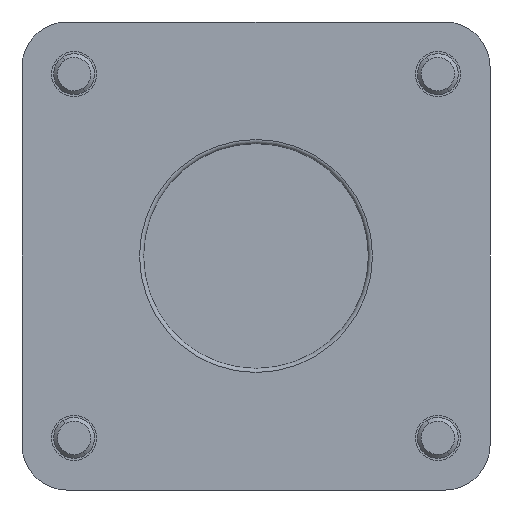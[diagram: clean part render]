
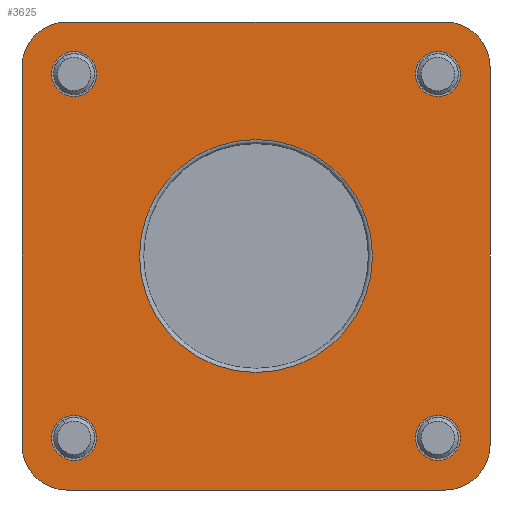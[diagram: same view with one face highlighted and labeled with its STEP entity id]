
A CAD part, front view. The second image highlights one B-rep face of the part: STEP entity #3625.
In plain terms, the highlighted planar face has unit normal (0, -1, 0).
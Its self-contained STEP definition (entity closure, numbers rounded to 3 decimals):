
#3410=CARTESIAN_POINT('',(-0.,0.,-28.5));
#3411=VERTEX_POINT('',#3410);
#3447=CARTESIAN_POINT('',(28.5,0.,0.));
#3448=VERTEX_POINT('',#3447);
#3449=CARTESIAN_POINT('',(-0.,0.,0.));
#3450=DIRECTION('',(0.,-1.,-0.));
#3451=DIRECTION('',(-1.,0.,-0.));
#3452=AXIS2_PLACEMENT_3D('',#3449,#3450,#3451);
#3453=CIRCLE('',#3452,28.5);
#3454=EDGE_CURVE('',#3411,#3448,#3453,.T.);
#3456=CARTESIAN_POINT('',(-0.,0.,0.));
#3457=DIRECTION('',(0.,-1.,-0.));
#3458=DIRECTION('',(-1.,0.,-0.));
#3459=AXIS2_PLACEMENT_3D('',#3456,#3457,#3458);
#3460=CIRCLE('',#3459,28.5);
#3461=EDGE_CURVE('',#3448,#3411,#3460,.T.);
#3502=CARTESIAN_POINT('',(-0.,0.,0.));
#3503=DIRECTION('',(0.,1.,0.));
#3504=DIRECTION('',(0.,0.,1.));
#3505=AXIS2_PLACEMENT_3D('',#3502,#3503,#3504);
#3506=PLANE('',#3505);
#3507=CARTESIAN_POINT('',(-57.25,0.,-46.25));
#3508=VERTEX_POINT('',#3507);
#3509=CARTESIAN_POINT('',(-57.25,0.,46.25));
#3510=VERTEX_POINT('',#3509);
#3511=CARTESIAN_POINT('',(-57.25,0.,-46.25));
#3512=DIRECTION('',(0.,0.,1.));
#3513=VECTOR('',#3512,925.);
#3514=LINE('',#3511,#3513);
#3515=EDGE_CURVE('',#3508,#3510,#3514,.T.);
#3516=ORIENTED_EDGE('',*,*,#3515,.F.);
#3517=CARTESIAN_POINT('',(-46.25,0.,-57.25));
#3518=VERTEX_POINT('',#3517);
#3519=CARTESIAN_POINT('',(-46.25,0.,-46.25));
#3520=DIRECTION('',(-0.,1.,0.));
#3521=DIRECTION('',(1.,0.,0.));
#3522=AXIS2_PLACEMENT_3D('',#3519,#3520,#3521);
#3523=CIRCLE('',#3522,11.);
#3524=EDGE_CURVE('',#3518,#3508,#3523,.T.);
#3525=ORIENTED_EDGE('',*,*,#3524,.F.);
#3526=CARTESIAN_POINT('',(46.25,0.,-57.25));
#3527=VERTEX_POINT('',#3526);
#3528=CARTESIAN_POINT('',(46.25,0.,-57.25));
#3529=DIRECTION('',(-1.,0.,0.));
#3530=VECTOR('',#3529,925.);
#3531=LINE('',#3528,#3530);
#3532=EDGE_CURVE('',#3527,#3518,#3531,.T.);
#3533=ORIENTED_EDGE('',*,*,#3532,.F.);
#3534=CARTESIAN_POINT('',(57.25,0.,-46.25));
#3535=VERTEX_POINT('',#3534);
#3536=CARTESIAN_POINT('',(46.25,0.,-46.25));
#3537=DIRECTION('',(-0.,1.,0.));
#3538=DIRECTION('',(1.,0.,0.));
#3539=AXIS2_PLACEMENT_3D('',#3536,#3537,#3538);
#3540=CIRCLE('',#3539,11.);
#3541=EDGE_CURVE('',#3535,#3527,#3540,.T.);
#3542=ORIENTED_EDGE('',*,*,#3541,.F.);
#3543=CARTESIAN_POINT('',(57.25,0.,46.25));
#3544=VERTEX_POINT('',#3543);
#3545=CARTESIAN_POINT('',(57.25,0.,46.25));
#3546=DIRECTION('',(0.,0.,-1.));
#3547=VECTOR('',#3546,925.);
#3548=LINE('',#3545,#3547);
#3549=EDGE_CURVE('',#3544,#3535,#3548,.T.);
#3550=ORIENTED_EDGE('',*,*,#3549,.F.);
#3551=CARTESIAN_POINT('',(46.25,0.,57.25));
#3552=VERTEX_POINT('',#3551);
#3553=CARTESIAN_POINT('',(46.25,0.,46.25));
#3554=DIRECTION('',(-0.,1.,0.));
#3555=DIRECTION('',(1.,0.,0.));
#3556=AXIS2_PLACEMENT_3D('',#3553,#3554,#3555);
#3557=CIRCLE('',#3556,11.);
#3558=EDGE_CURVE('',#3552,#3544,#3557,.T.);
#3559=ORIENTED_EDGE('',*,*,#3558,.F.);
#3560=CARTESIAN_POINT('',(-46.25,0.,57.25));
#3561=VERTEX_POINT('',#3560);
#3562=CARTESIAN_POINT('',(-46.25,0.,57.25));
#3563=DIRECTION('',(1.,0.,-0.));
#3564=VECTOR('',#3563,925.);
#3565=LINE('',#3562,#3564);
#3566=EDGE_CURVE('',#3561,#3552,#3565,.T.);
#3567=ORIENTED_EDGE('',*,*,#3566,.F.);
#3568=CARTESIAN_POINT('',(-46.25,0.,46.25));
#3569=DIRECTION('',(-0.,1.,0.));
#3570=DIRECTION('',(1.,0.,0.));
#3571=AXIS2_PLACEMENT_3D('',#3568,#3569,#3570);
#3572=CIRCLE('',#3571,11.);
#3573=EDGE_CURVE('',#3510,#3561,#3572,.T.);
#3574=ORIENTED_EDGE('',*,*,#3573,.F.);
#3575=EDGE_LOOP('',(#3516,#3525,#3533,#3542,#3550,#3559,#3567,#3574));
#3576=FACE_BOUND('',#3575,.T.);
#3577=CARTESIAN_POINT('',(-50.,0.,-44.5));
#3578=VERTEX_POINT('',#3577);
#3579=CARTESIAN_POINT('',(-44.5,0.,-44.5));
#3580=DIRECTION('',(-0.,1.,0.));
#3581=DIRECTION('',(1.,0.,0.));
#3582=AXIS2_PLACEMENT_3D('',#3579,#3580,#3581);
#3583=CIRCLE('',#3582,5.5);
#3584=EDGE_CURVE('',#3578,#3578,#3583,.T.);
#3585=ORIENTED_EDGE('',*,*,#3584,.T.);
#3586=EDGE_LOOP('',(#3585));
#3587=FACE_BOUND('',#3586,.T.);
#3588=CARTESIAN_POINT('',(39.,0.,-44.5));
#3589=VERTEX_POINT('',#3588);
#3590=CARTESIAN_POINT('',(44.5,0.,-44.5));
#3591=DIRECTION('',(-0.,1.,0.));
#3592=DIRECTION('',(1.,0.,0.));
#3593=AXIS2_PLACEMENT_3D('',#3590,#3591,#3592);
#3594=CIRCLE('',#3593,5.5);
#3595=EDGE_CURVE('',#3589,#3589,#3594,.T.);
#3596=ORIENTED_EDGE('',*,*,#3595,.T.);
#3597=EDGE_LOOP('',(#3596));
#3598=FACE_BOUND('',#3597,.T.);
#3599=CARTESIAN_POINT('',(-50.,0.,44.5));
#3600=VERTEX_POINT('',#3599);
#3601=CARTESIAN_POINT('',(-44.5,0.,44.5));
#3602=DIRECTION('',(-0.,1.,0.));
#3603=DIRECTION('',(1.,0.,0.));
#3604=AXIS2_PLACEMENT_3D('',#3601,#3602,#3603);
#3605=CIRCLE('',#3604,5.5);
#3606=EDGE_CURVE('',#3600,#3600,#3605,.T.);
#3607=ORIENTED_EDGE('',*,*,#3606,.T.);
#3608=EDGE_LOOP('',(#3607));
#3609=FACE_BOUND('',#3608,.T.);
#3610=CARTESIAN_POINT('',(39.,0.,44.5));
#3611=VERTEX_POINT('',#3610);
#3612=CARTESIAN_POINT('',(44.5,0.,44.5));
#3613=DIRECTION('',(-0.,1.,0.));
#3614=DIRECTION('',(1.,0.,0.));
#3615=AXIS2_PLACEMENT_3D('',#3612,#3613,#3614);
#3616=CIRCLE('',#3615,5.5);
#3617=EDGE_CURVE('',#3611,#3611,#3616,.T.);
#3618=ORIENTED_EDGE('',*,*,#3617,.T.);
#3619=EDGE_LOOP('',(#3618));
#3620=FACE_BOUND('',#3619,.T.);
#3621=ORIENTED_EDGE('',*,*,#3454,.F.);
#3622=ORIENTED_EDGE('',*,*,#3461,.F.);
#3623=EDGE_LOOP('',(#3621,#3622));
#3624=FACE_BOUND('',#3623,.T.);
#3625=ADVANCED_FACE('',(#3576,#3587,#3598,#3609,#3620,#3624),#3506,.F.);
